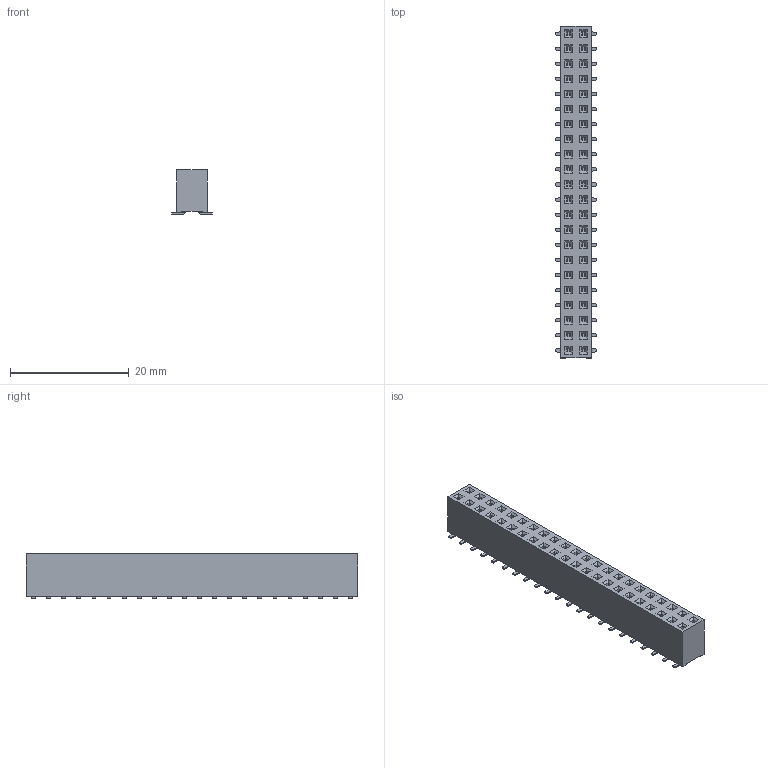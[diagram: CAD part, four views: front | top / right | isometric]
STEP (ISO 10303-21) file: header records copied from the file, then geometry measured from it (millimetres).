
FILE_DESCRIPTION(/* description */ ('model of PinSocket_2x22_P2.54mm_Vertical_SMD'),/* implementation_level */ '2;1');
FILE_NAME(/* name */ 'PinSocket_2x22_P2.54mm_Vertical_SMD.step',/* author */ ('KiCAD','kicad'),/* organization */ ('OCCT'),/* preprocessor_version */ '',/* originating_system */ 'KiCAD',/* authorisation */ '');
FILE_SCHEMA(('AUTOMOTIVE_DESIGN { 1 0 10303 214 1 1 1 1 }'));
Length unit declared in the file: millimetre
Products named in the file (1): PinSocket_2x22_P2.54mm_Vertical_SMD
Bounding box: 6.8 x 55.88 x 7.45 mm (x, y, z)
Volume: 1891.5 mm3; surface area: 2367.7 mm2
Topology: 1 solids, 1 shells, 1550 faces, 3896 edges, 2480 vertices
Faces by surface type: plane 1418, cylinder 132
Entity records: 60715 total; most frequent: CARTESIAN_POINT 7927, ORIENTED_EDGE 7792, DIRECTION 7262, EDGE_CURVE 3896, LINE 3632, VECTOR 3632, VERTEX_POINT 2480, AXIS2_PLACEMENT_3D 1815
